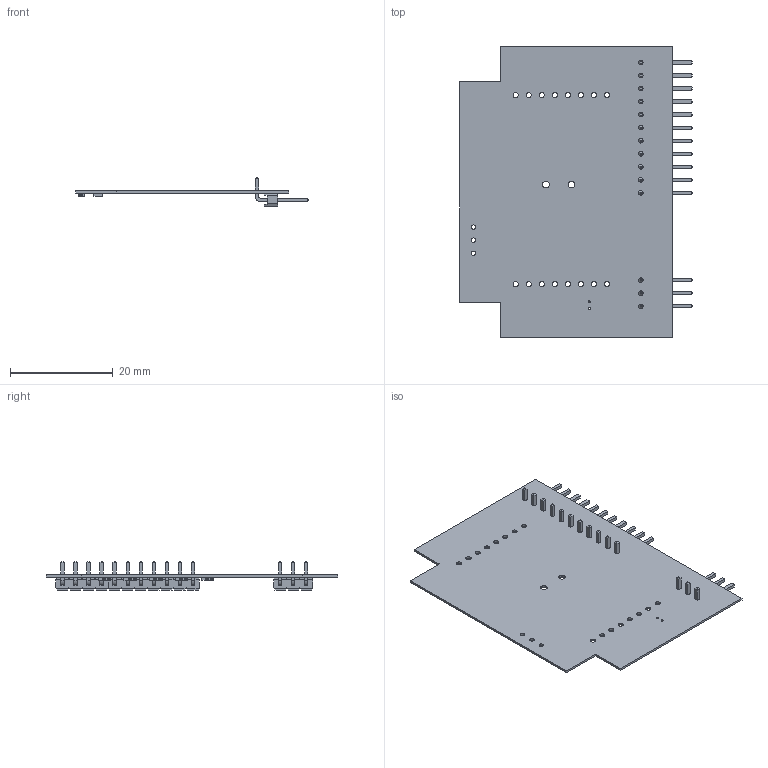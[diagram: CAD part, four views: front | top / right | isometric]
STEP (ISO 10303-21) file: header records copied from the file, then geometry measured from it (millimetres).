
FILE_DESCRIPTION(('Open CASCADE Model'),'2;1');
FILE_NAME('Open CASCADE Shape Model','2014-06-04T14:38:34',('Author'),( 'Open CASCADE'),'Open CASCADE STEP processor 6.5','Open CASCADE 6.5' ,'Unknown');
FILE_SCHEMA(('AUTOMOTIVE_DESIGN { 1 0 10303 214 1 1 1 1 }'));
Length unit declared in the file: millimetre
Products named in the file (31): PCB; Board; JP2; 4-Pin-2_54mm; 6130xx11021_PIN; 61300411021; 7-Pin-2_54mm; 61300711021; R17; 646394352; Extruded; R6; R5; R4; R3; LED5; 654522736; 1339571424; LED4; LED3; LED2; 1339574880; LED1; JP1; 3-Pin-2_54mm; 61300311021
Assembly tree (52 placements, depth 4):
  PCB
    Board
    JP2
      4-Pin-2_54mm
        6130xx11021_PIN  x4
        61300411021
      7-Pin-2_54mm
        6130xx11021_PIN  x7
        61300711021
    R17
      646394352
        Extruded
    R6
      646394352
        Extruded
    R5
      646394352
        Extruded
    R4
      646394352
        Extruded
    R3
      646394352
        Extruded
    LED5
      654522736
        Extruded
      1339571424
        Extruded
    LED4
      654522736
        Extruded
      1339571424
        Extruded
    LED3
      654522736
        Extruded
      1339571424
        Extruded
    LED2
      654522736
        Extruded
      1339574880
        Extruded
    LED1
      654522736
        Extruded
      1339571424
        Extruded
    JP1
      3-Pin-2_54mm
        6130xx11021_PIN  x3
        61300311021
Bounding box: 45.33 x 56.74 x 5.54 mm (x, y, z)
Volume: 1178.1 mm3; surface area: 5643.3 mm2
Topology: 33 solids, 33 shells, 627 faces, 1571 edges, 1010 vertices
Faces by surface type: plane 562, cylinder 65
Full cylindrical faces by diameter (mm): 0.4 x2, 0.85 x3, 0.9 x14, 1 x16, 1.3 x2
Entity records: 24219 total; most frequent: CARTESIAN_POINT 4359, DIRECTION 3613, LINE 2639, VECTOR 2639, ORIENTED_EDGE 1890, PCURVE 1890, DEFINITIONAL_REPRESENTATION 1890, EDGE_CURVE 945
